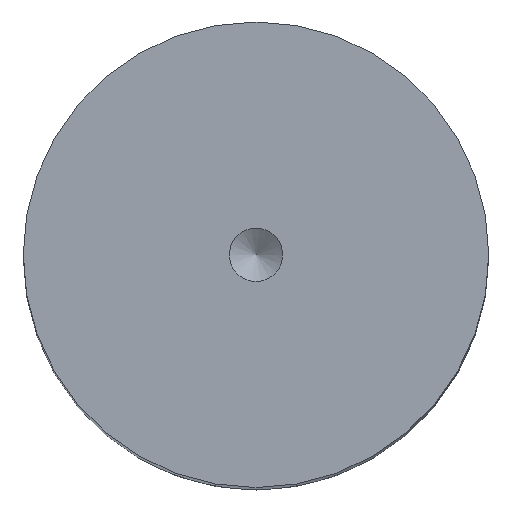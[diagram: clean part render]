
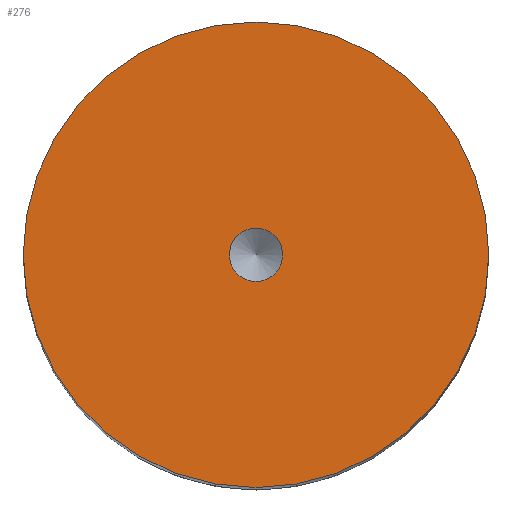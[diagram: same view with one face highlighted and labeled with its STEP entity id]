
A CAD part, top view. The second image highlights one B-rep face of the part: STEP entity #276.
In plain terms, the highlighted planar face has unit normal (0, 0, 1).
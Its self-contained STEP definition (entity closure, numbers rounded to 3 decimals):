
#90=CARTESIAN_POINT('',(5.723,0.0,300.0));
#91=VERTEX_POINT('',#90);
#92=CARTESIAN_POINT('',(0.0,0.0,300.0));
#93=DIRECTION('',(0.0,0.0,-1.0));
#94=DIRECTION('',(1.0,0.0,0.0));
#95=AXIS2_PLACEMENT_3D('',#92,#93,#94);
#96=CIRCLE('',#95,5.723);
#97=EDGE_CURVE('',#91,#91,#96,.T.);
#257=CARTESIAN_POINT('',(25.0,0.0,300.0));
#258=DIRECTION('',(0.0,0.0,1.0));
#259=DIRECTION('',(1.0,0.0,0.0));
#260=AXIS2_PLACEMENT_3D('',#257,#258,#259);
#261=PLANE('',#260);
#262=CARTESIAN_POINT('',(50.0,0.0,300.0));
#263=VERTEX_POINT('',#262);
#264=CARTESIAN_POINT('',(0.0,0.0,300.0));
#265=DIRECTION('',(0.0,0.0,-1.0));
#266=DIRECTION('',(1.0,0.0,0.0));
#267=AXIS2_PLACEMENT_3D('',#264,#265,#266);
#268=CIRCLE('',#267,50.0);
#269=EDGE_CURVE('',#263,#263,#268,.T.);
#270=ORIENTED_EDGE('',*,*,#269,.F.);
#271=EDGE_LOOP('',(#270));
#272=FACE_OUTER_BOUND('',#271,.T.);
#273=ORIENTED_EDGE('',*,*,#97,.T.);
#274=EDGE_LOOP('',(#273));
#275=FACE_BOUND('',#274,.T.);
#276=ADVANCED_FACE('',(#272,#275),#261,.T.);
